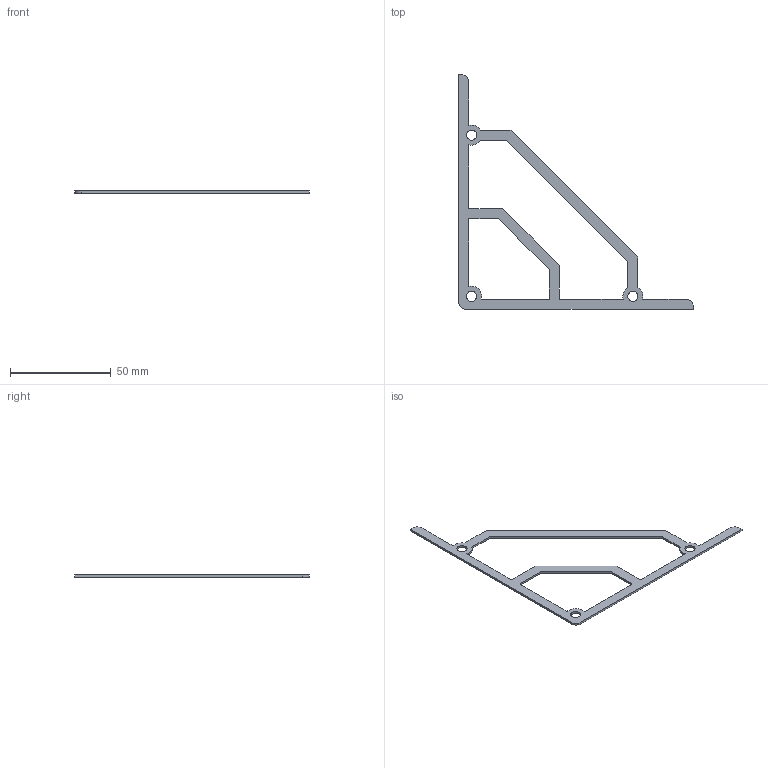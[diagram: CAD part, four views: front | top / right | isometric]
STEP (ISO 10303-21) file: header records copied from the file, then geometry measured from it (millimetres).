
FILE_DESCRIPTION((''),'2;1');
FILE_NAME('SP620_extern.ipt.step','2007-09-10T15:11:05',(''),(''),'Autodesk Inventor 11','Autodesk Inventor 11','');
FILE_SCHEMA(('AUTOMOTIVE_DESIGN { 1 0 10303 214 1 1 1 1 }'));
Length unit declared in the file: millimetre
Products named in the file (1): SP620_extern
Bounding box: 116.5 x 116.5 x 1 mm (x, y, z)
Volume: 2136.1 mm3; surface area: 5146.4 mm2
Topology: 1 solids, 1 shells, 35 faces, 102 edges, 69 vertices
Faces by surface type: plane 24, cylinder 8, bspline 3
Entity records: 1202 total; most frequent: CARTESIAN_POINT 249, ORIENTED_EDGE 192, DIRECTION 184, EDGE_CURVE 96, VECTOR 74, LINE 74, VERTEX_POINT 66, AXIS2_PLACEMENT_3D 55
